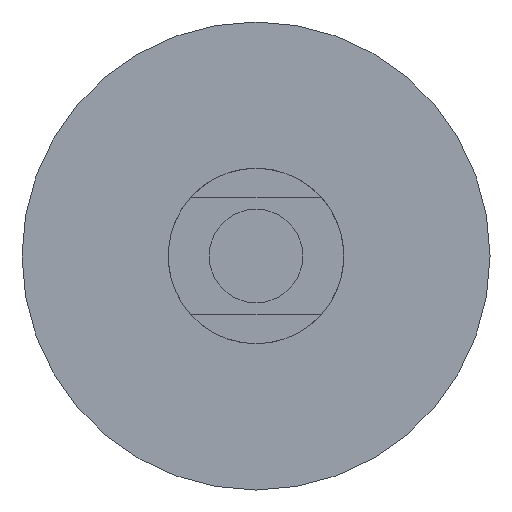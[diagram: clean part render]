
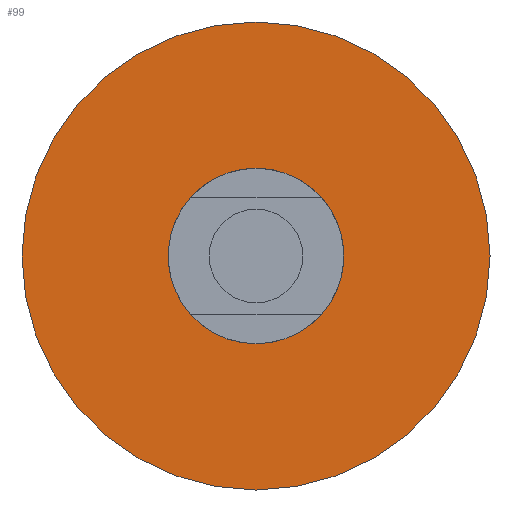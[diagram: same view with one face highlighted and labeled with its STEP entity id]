
A CAD part, left-side view. The second image highlights one B-rep face of the part: STEP entity #99.
In plain terms, the highlighted planar face has unit normal (-1, 0, 0).
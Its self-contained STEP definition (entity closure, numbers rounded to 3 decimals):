
#7 = CARTESIAN_POINT ( 'NONE',  ( -55., 0., 0. ) ) ;
#70 = VERTEX_POINT ( 'NONE', #491 ) ;
#79 = VERTEX_POINT ( 'NONE', #247 ) ;
#99 = ADVANCED_FACE ( 'NONE', ( #407, #358 ), #116, .F. ) ;
#116 = PLANE ( 'NONE',  #408 ) ;
#123 = DIRECTION ( 'NONE',  ( 0., 0., -1. ) ) ;
#161 = CARTESIAN_POINT ( 'NONE',  ( -55., 7.15, 0. ) ) ;
#185 = CIRCLE ( 'NONE', #521, 7.5 ) ;
#199 = DIRECTION ( 'NONE',  ( 0., 0., -1. ) ) ;
#247 = CARTESIAN_POINT ( 'NONE',  ( -55., 0., -7.5 ) ) ;
#287 = EDGE_CURVE ( 'NONE', #70, #70, #430, .T. ) ;
#321 = AXIS2_PLACEMENT_3D ( 'NONE', #7, #342, #123 ) ;
#342 = DIRECTION ( 'NONE',  ( -1., 0., 0. ) ) ;
#358 = FACE_OUTER_BOUND ( 'NONE', #492, .T. ) ;
#374 = ORIENTED_EDGE ( 'NONE', *, *, #287, .T. ) ;
#404 = DIRECTION ( 'NONE',  ( -1., 0., 0. ) ) ;
#407 = FACE_BOUND ( 'NONE', #465, .T. ) ;
#408 = AXIS2_PLACEMENT_3D ( 'NONE', #161, #537, #533 ) ;
#430 = CIRCLE ( 'NONE', #321, 20. ) ;
#465 = EDGE_LOOP ( 'NONE', ( #472 ) ) ;
#472 = ORIENTED_EDGE ( 'NONE', *, *, #511, .F. ) ;
#491 = CARTESIAN_POINT ( 'NONE',  ( -55., 0., -20. ) ) ;
#492 = EDGE_LOOP ( 'NONE', ( #374 ) ) ;
#511 = EDGE_CURVE ( 'NONE', #79, #79, #185, .T. ) ;
#521 = AXIS2_PLACEMENT_3D ( 'NONE', #528, #404, #199 ) ;
#528 = CARTESIAN_POINT ( 'NONE',  ( -55., 0., 0. ) ) ;
#533 = DIRECTION ( 'NONE',  ( 0., 0., -1. ) ) ;
#537 = DIRECTION ( 'NONE',  ( 1., 0., 0. ) ) ;
